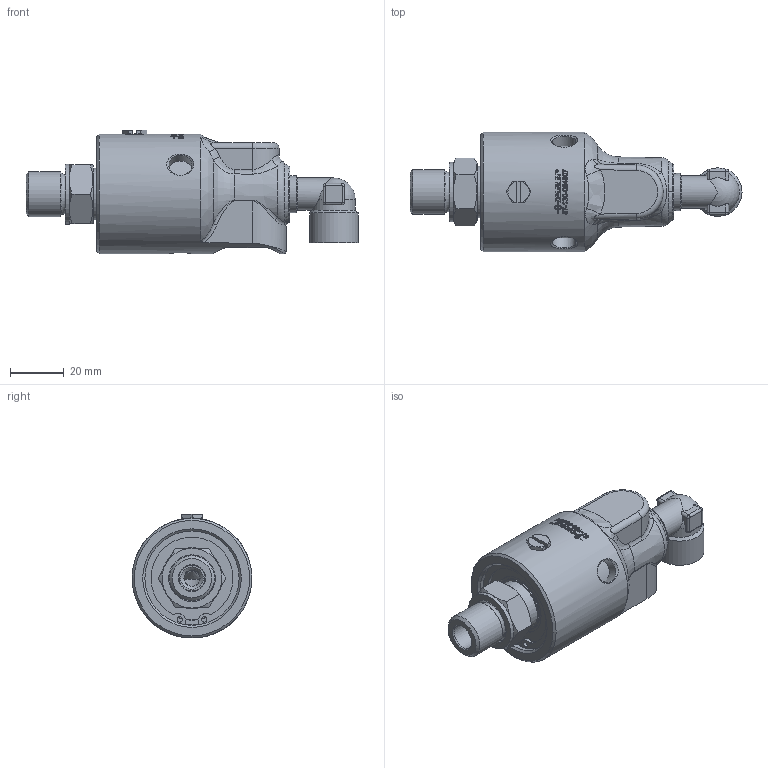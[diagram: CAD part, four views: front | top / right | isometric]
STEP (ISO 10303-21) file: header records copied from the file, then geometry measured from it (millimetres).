
FILE_DESCRIPTION(/* description */ (''),/* implementation_level */ '2;1');
FILE_NAME(/* name */ '57-130-094807-IC_RevB.stp',/* time_stamp */ '2018-07-24T13:24:54+02:00',/* author */ ('mkiefer'),/* organization */ (''),/* preprocessor_version */ 'ST-DEVELOPER v17',/* originating_system */ 'Autodesk Inventor 2018',/* authorisation */ '');
FILE_SCHEMA (('AUTOMOTIVE_DESIGN { 1 0 10303 214 3 1 1 }'));
Products named in the file (1): 57-130-094807-IC
Bounding box: 123.41 x 44.5 x 46.09 mm (x, y, z)
Volume: 90160.4 mm3; surface area: 22167.7 mm2
Topology: 1 solids, 6 shells, 591 faces, 1563 edges, 1027 vertices
Faces by surface type: bspline 286, plane 152, cylinder 104, cone 35, torus 11, sphere 3
Full cylindrical faces by diameter (mm): 1.981 x2, 3.12 x2, 6 x1, 8.6 x3, 9.5 x1, 11.445 x1, 12 x1, 14.95 x1, 16 x1, 16.6 x1, 16.662 x1, 17 x1, 17.3 x1, 18 x1, 19.15 x1, 22.2 x1, 22.65 x1, 30.95 x1, 31.2 x1, 35 x1, 35.05 x1, 37.18 x1, 44.5 x1
Entity records: 68261 total; most frequent: CARTESIAN_POINT 55327, ORIENTED_EDGE 3120, DIRECTION 1782, EDGE_CURVE 1560, VERTEX_POINT 1027, B_SPLINE_CURVE_WITH_KNOTS 685, EDGE_LOOP 649, AXIS2_PLACEMENT_3D 641
